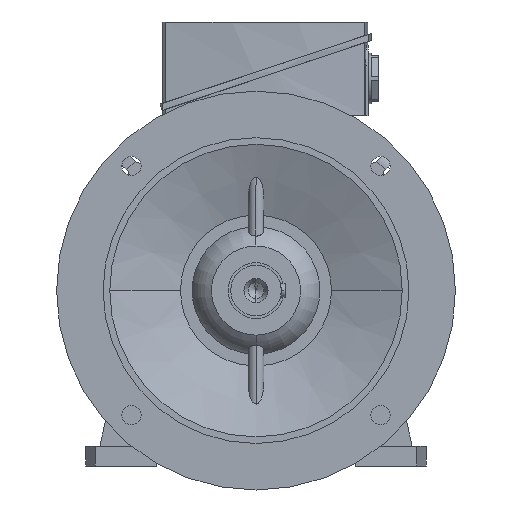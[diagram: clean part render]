
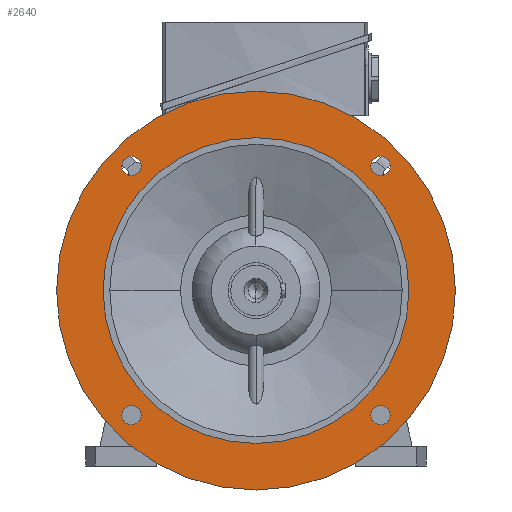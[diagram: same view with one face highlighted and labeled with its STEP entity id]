
A CAD part, left-side view. The second image highlights one B-rep face of the part: STEP entity #2640.
In plain terms, the highlighted planar face has unit normal (-1, 0, 0).
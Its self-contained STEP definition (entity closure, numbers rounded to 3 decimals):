
#2640=ADVANCED_FACE('',(#5316,#5317,#5318,#5319,#5320,#5321),#5322,.T.);
#5316=FACE_BOUND('',#7989,.T.);
#5317=FACE_BOUND('',#7990,.T.);
#5318=FACE_BOUND('',#7991,.T.);
#5319=FACE_BOUND('',#7992,.T.);
#5320=FACE_OUTER_BOUND('',#7993,.T.);
#5321=FACE_BOUND('',#7994,.T.);
#5322=PLANE('',#7995);
#7989=EDGE_LOOP('',(#16456,#16457));
#7990=EDGE_LOOP('',(#16458,#16459));
#7991=EDGE_LOOP('',(#16460,#16461));
#7992=EDGE_LOOP('',(#16462,#16463));
#7993=EDGE_LOOP('',(#16464,#16465));
#7994=EDGE_LOOP('',(#16466,#16467));
#7995=AXIS2_PLACEMENT_3D('',#16468,#16469,#16470);
#16456=ORIENTED_EDGE('',*,*,#19775,.T.);
#16457=ORIENTED_EDGE('',*,*,#16530,.T.);
#16458=ORIENTED_EDGE('',*,*,#19778,.T.);
#16459=ORIENTED_EDGE('',*,*,#16525,.T.);
#16460=ORIENTED_EDGE('',*,*,#19781,.T.);
#16461=ORIENTED_EDGE('',*,*,#16520,.T.);
#16462=ORIENTED_EDGE('',*,*,#19784,.T.);
#16463=ORIENTED_EDGE('',*,*,#16515,.T.);
#16464=ORIENTED_EDGE('',*,*,#16482,.F.);
#16465=ORIENTED_EDGE('',*,*,#19844,.F.);
#16466=ORIENTED_EDGE('',*,*,#16489,.T.);
#16467=ORIENTED_EDGE('',*,*,#19842,.T.);
#16468=CARTESIAN_POINT('',(-50.5,132.5,0.0));
#16469=DIRECTION('',(-1.0,0.0,0.0));
#16470=DIRECTION('',(0.0,-1.0,0.0));
#16482=EDGE_CURVE('',#19848,#19851,#19852,.T.);
#16489=EDGE_CURVE('',#19858,#19862,#19864,.T.);
#16515=EDGE_CURVE('',#19911,#19908,#19912,.T.);
#16520=EDGE_CURVE('',#19920,#19917,#19921,.T.);
#16525=EDGE_CURVE('',#19929,#19926,#19930,.T.);
#16530=EDGE_CURVE('',#19938,#19935,#19939,.T.);
#19775=EDGE_CURVE('',#19935,#19938,#24776,.T.);
#19778=EDGE_CURVE('',#19926,#19929,#24779,.T.);
#19781=EDGE_CURVE('',#19917,#19920,#24782,.T.);
#19784=EDGE_CURVE('',#19908,#19911,#24785,.T.);
#19842=EDGE_CURVE('',#19862,#19858,#24857,.T.);
#19844=EDGE_CURVE('',#19851,#19848,#24859,.T.);
#19848=VERTEX_POINT('',#24863);
#19851=VERTEX_POINT('',#24867);
#19852=CIRCLE('',#24868,150.0);
#19858=VERTEX_POINT('',#24875);
#19862=VERTEX_POINT('',#24880);
#19864=CIRCLE('',#24883,115.0);
#19908=VERTEX_POINT('',#25025);
#19911=VERTEX_POINT('',#25029);
#19912=CIRCLE('',#25030,7.25);
#19917=VERTEX_POINT('',#25036);
#19920=VERTEX_POINT('',#25040);
#19921=CIRCLE('',#25041,7.25);
#19926=VERTEX_POINT('',#25047);
#19929=VERTEX_POINT('',#25051);
#19930=CIRCLE('',#25052,7.25);
#19935=VERTEX_POINT('',#25058);
#19938=VERTEX_POINT('',#25062);
#19939=CIRCLE('',#25063,7.25);
#24776=CIRCLE('',#38729,7.25);
#24779=CIRCLE('',#38732,7.25);
#24782=CIRCLE('',#38735,7.25);
#24785=CIRCLE('',#38738,7.25);
#24857=CIRCLE('',#38884,115.0);
#24859=CIRCLE('',#38886,150.0);
#24863=CARTESIAN_POINT('',(-50.5,150.0,0.0));
#24867=CARTESIAN_POINT('',(-50.5,-150.0,0.));
#24868=AXIS2_PLACEMENT_3D('',#38890,#38891,#38892);
#24875=CARTESIAN_POINT('',(-50.5,115.0,0.0));
#24880=CARTESIAN_POINT('',(-50.5,-115.0,0.));
#24883=AXIS2_PLACEMENT_3D('',#38902,#38903,#38904);
#25025=CARTESIAN_POINT('',(-50.5,-98.818,98.818));
#25029=CARTESIAN_POINT('',(-50.5,-88.565,88.565));
#25030=AXIS2_PLACEMENT_3D('',#38947,#38948,#38949);
#25036=CARTESIAN_POINT('',(-50.5,98.818,98.818));
#25040=CARTESIAN_POINT('',(-50.5,88.565,88.565));
#25041=AXIS2_PLACEMENT_3D('',#38955,#38956,#38957);
#25047=CARTESIAN_POINT('',(-50.5,98.818,-98.818));
#25051=CARTESIAN_POINT('',(-50.5,88.565,-88.565));
#25052=AXIS2_PLACEMENT_3D('',#38963,#38964,#38965);
#25058=CARTESIAN_POINT('',(-50.5,-98.818,-98.818));
#25062=CARTESIAN_POINT('',(-50.5,-88.565,-88.565));
#25063=AXIS2_PLACEMENT_3D('',#38971,#38972,#38973);
#38729=AXIS2_PLACEMENT_3D('',#41983,#41984,#41985);
#38732=AXIS2_PLACEMENT_3D('',#41989,#41990,#41991);
#38735=AXIS2_PLACEMENT_3D('',#41995,#41996,#41997);
#38738=AXIS2_PLACEMENT_3D('',#42001,#42002,#42003);
#38884=AXIS2_PLACEMENT_3D('',#42048,#42049,#42050);
#38886=AXIS2_PLACEMENT_3D('',#42051,#42052,#42053);
#38890=CARTESIAN_POINT('',(-50.5,0.0,0.0));
#38891=DIRECTION('',(1.0,0.0,0.0));
#38892=DIRECTION('',(0.0,1.0,0.0));
#38902=CARTESIAN_POINT('',(-50.5,0.0,0.0));
#38903=DIRECTION('',(1.0,0.0,0.0));
#38904=DIRECTION('',(0.0,1.0,0.0));
#38947=CARTESIAN_POINT('',(-50.5,-93.692,93.692));
#38948=DIRECTION('',(1.0,0.0,-0.0));
#38949=DIRECTION('',(0.0,-0.707,0.707));
#38955=CARTESIAN_POINT('',(-50.5,93.692,93.692));
#38956=DIRECTION('',(1.0,0.0,-0.0));
#38957=DIRECTION('',(0.0,0.707,0.707));
#38963=CARTESIAN_POINT('',(-50.5,93.692,-93.692));
#38964=DIRECTION('',(1.0,-0.0,0.0));
#38965=DIRECTION('',(0.0,0.707,-0.707));
#38971=CARTESIAN_POINT('',(-50.5,-93.692,-93.692));
#38972=DIRECTION('',(1.0,0.0,0.0));
#38973=DIRECTION('',(0.0,-0.707,-0.707));
#41983=CARTESIAN_POINT('',(-50.5,-93.692,-93.692));
#41984=DIRECTION('',(1.0,0.0,0.0));
#41985=DIRECTION('',(0.0,-0.707,-0.707));
#41989=CARTESIAN_POINT('',(-50.5,93.692,-93.692));
#41990=DIRECTION('',(1.0,-0.0,0.0));
#41991=DIRECTION('',(0.0,0.707,-0.707));
#41995=CARTESIAN_POINT('',(-50.5,93.692,93.692));
#41996=DIRECTION('',(1.0,0.0,-0.0));
#41997=DIRECTION('',(0.0,0.707,0.707));
#42001=CARTESIAN_POINT('',(-50.5,-93.692,93.692));
#42002=DIRECTION('',(1.0,0.0,-0.0));
#42003=DIRECTION('',(0.0,-0.707,0.707));
#42048=CARTESIAN_POINT('',(-50.5,0.0,0.0));
#42049=DIRECTION('',(1.0,0.0,0.0));
#42050=DIRECTION('',(0.0,1.0,0.0));
#42051=CARTESIAN_POINT('',(-50.5,0.0,0.0));
#42052=DIRECTION('',(1.0,0.0,0.0));
#42053=DIRECTION('',(0.0,1.0,0.0));
